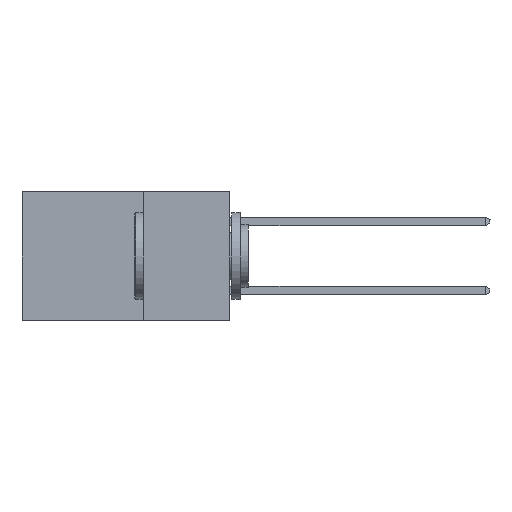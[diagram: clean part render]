
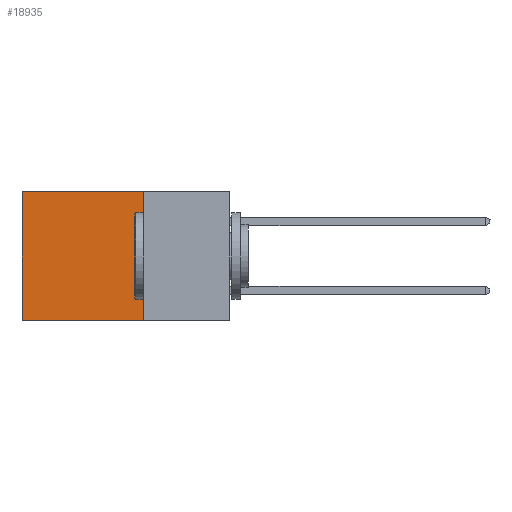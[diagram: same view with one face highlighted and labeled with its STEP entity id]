
A CAD part, left-side view. The second image highlights one B-rep face of the part: STEP entity #18935.
In plain terms, the highlighted planar face has unit normal (-1, 0, 0).
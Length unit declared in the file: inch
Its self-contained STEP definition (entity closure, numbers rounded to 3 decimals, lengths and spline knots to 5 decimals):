
#99 = DIRECTION ( 'NONE',  ( 0., 1., 0. ) ) ;
#118 = AXIS2_PLACEMENT_3D ( 'NONE', #16810, #6218, #15407 ) ;
#777 = EDGE_CURVE ( 'NONE', #1578, #12023, #14372, .T. ) ;
#995 = CARTESIAN_POINT ( 'NONE',  ( 0.2615, 0.6, 0. ) ) ;
#1295 = CARTESIAN_POINT ( 'NONE',  ( 0.2615, 0.6, -0.37 ) ) ;
#1578 = VERTEX_POINT ( 'NONE', #995 ) ;
#2715 = ORIENTED_EDGE ( 'NONE', *, *, #777, .T. ) ;
#2719 = VERTEX_POINT ( 'NONE', #9224 ) ;
#3348 = CARTESIAN_POINT ( 'NONE',  ( 0.2615, 0.25, -0.37 ) ) ;
#3547 = LINE ( 'NONE', #3348, #13312 ) ;
#4174 = LINE ( 'NONE', #7474, #15205 ) ;
#4765 = EDGE_LOOP ( 'NONE', ( #2715, #15065, #9399, #17757 ) ) ;
#4851 = FACE_OUTER_BOUND ( 'NONE', #4765, .T. ) ;
#5284 = VERTEX_POINT ( 'NONE', #10080 ) ;
#6113 = EDGE_CURVE ( 'NONE', #5284, #1578, #10065, .T. ) ;
#6218 = DIRECTION ( 'NONE',  ( 1., 0., 0. ) ) ;
#7231 = DIRECTION ( 'NONE',  ( 0., 0., -1. ) ) ;
#7302 = EDGE_CURVE ( 'NONE', #5284, #2719, #4174, .T. ) ;
#7474 = CARTESIAN_POINT ( 'NONE',  ( 0.2615, 0.25, -0.37 ) ) ;
#9203 = EDGE_CURVE ( 'NONE', #2719, #12023, #3547, .T. ) ;
#9224 = CARTESIAN_POINT ( 'NONE',  ( 0.2615, 0.25, -0.37 ) ) ;
#9231 = DIRECTION ( 'NONE',  ( 0., 1., 0. ) ) ;
#9399 = ORIENTED_EDGE ( 'NONE', *, *, #7302, .F. ) ;
#9511 = CARTESIAN_POINT ( 'NONE',  ( 0.2615, 0.6, -0.37 ) ) ;
#10065 = LINE ( 'NONE', #16034, #14310 ) ;
#10080 = CARTESIAN_POINT ( 'NONE',  ( 0.2615, 0.25, 0. ) ) ;
#11918 = DIRECTION ( 'NONE',  ( 0., 0., -1. ) ) ;
#12023 = VERTEX_POINT ( 'NONE', #9511 ) ;
#12194 = PLANE ( 'NONE',  #118 ) ;
#13312 = VECTOR ( 'NONE', #9231, 39.37008 ) ;
#14258 = VECTOR ( 'NONE', #7231, 39.37008 ) ;
#14310 = VECTOR ( 'NONE', #99, 39.37008 ) ;
#14372 = LINE ( 'NONE', #1295, #14258 ) ;
#15065 = ORIENTED_EDGE ( 'NONE', *, *, #9203, .F. ) ;
#15205 = VECTOR ( 'NONE', #11918, 39.37008 ) ;
#15407 = DIRECTION ( 'NONE',  ( 0., 0., -1. ) ) ;
#16034 = CARTESIAN_POINT ( 'NONE',  ( 0.2615, 0.25, 0. ) ) ;
#16810 = CARTESIAN_POINT ( 'NONE',  ( 0.2615, 0.25, -0.37 ) ) ;
#17757 = ORIENTED_EDGE ( 'NONE', *, *, #6113, .T. ) ;
#18935 = ADVANCED_FACE ( 'NONE', ( #4851 ), #12194, .F. ) ;
